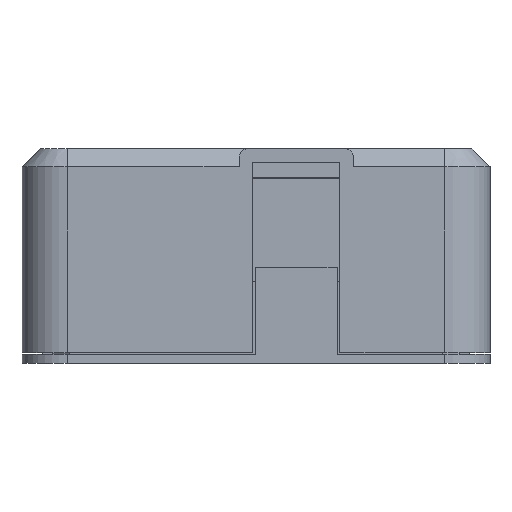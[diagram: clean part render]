
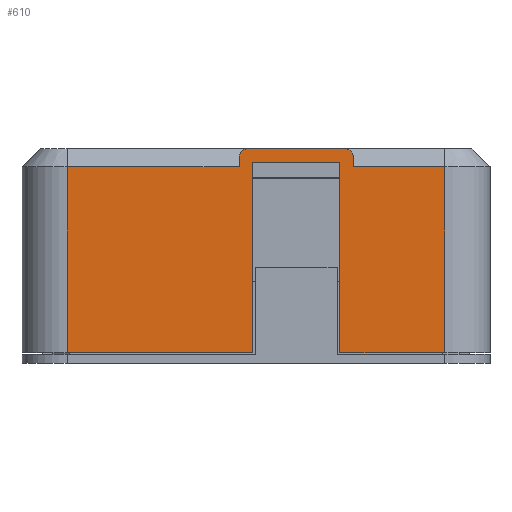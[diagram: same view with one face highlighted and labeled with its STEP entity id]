
A CAD part, left-side view. The second image highlights one B-rep face of the part: STEP entity #610.
In plain terms, the highlighted planar face has unit normal (-1, 0, 0).
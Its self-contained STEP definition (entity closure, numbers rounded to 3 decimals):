
#610=ADVANCED_FACE('',(#1246),#982,.T.);
#982=PLANE('',#7347);
#1246=FACE_OUTER_BOUND('',#1639,.T.);
#1639=EDGE_LOOP('',(#2499,#2500,#2501,#2502,#2503,#2504,#2505,#2506,#2507,
#2508,#2509,#2510,#2511,#2512));
#2068=CIRCLE('',#7345,1.);
#2069=CIRCLE('',#7346,1.);
#2499=ORIENTED_EDGE('',*,*,#5239,.F.);
#2500=ORIENTED_EDGE('',*,*,#5240,.T.);
#2501=ORIENTED_EDGE('',*,*,#4918,.F.);
#2502=ORIENTED_EDGE('',*,*,#5241,.T.);
#2503=ORIENTED_EDGE('',*,*,#5242,.T.);
#2504=ORIENTED_EDGE('',*,*,#5243,.T.);
#2505=ORIENTED_EDGE('',*,*,#5244,.T.);
#2506=ORIENTED_EDGE('',*,*,#4996,.T.);
#2507=ORIENTED_EDGE('',*,*,#5245,.T.);
#2508=ORIENTED_EDGE('',*,*,#5246,.T.);
#2509=ORIENTED_EDGE('',*,*,#5247,.T.);
#2510=ORIENTED_EDGE('',*,*,#5248,.T.);
#2511=ORIENTED_EDGE('',*,*,#4910,.F.);
#2512=ORIENTED_EDGE('',*,*,#5249,.T.);
#4208=VERTEX_POINT('',#9285);
#4209=VERTEX_POINT('',#9287);
#4216=VERTEX_POINT('',#9301);
#4217=VERTEX_POINT('',#9303);
#4291=VERTEX_POINT('',#9543);
#4292=VERTEX_POINT('',#9545);
#4502=VERTEX_POINT('',#10218);
#4503=VERTEX_POINT('',#10219);
#4504=VERTEX_POINT('',#10222);
#4505=VERTEX_POINT('',#10224);
#4506=VERTEX_POINT('',#10226);
#4507=VERTEX_POINT('',#10229);
#4508=VERTEX_POINT('',#10231);
#4509=VERTEX_POINT('',#10233);
#4910=EDGE_CURVE('',#4208,#4209,#5948,.T.);
#4918=EDGE_CURVE('',#4216,#4217,#5952,.T.);
#4996=EDGE_CURVE('',#4292,#4291,#5983,.T.);
#5239=EDGE_CURVE('',#4502,#4503,#6144,.T.);
#5240=EDGE_CURVE('',#4502,#4217,#6145,.T.);
#5241=EDGE_CURVE('',#4216,#4504,#6146,.T.);
#5242=EDGE_CURVE('',#4504,#4505,#6147,.T.);
#5243=EDGE_CURVE('',#4505,#4506,#6148,.T.);
#5244=EDGE_CURVE('',#4506,#4292,#2068,.T.);
#5245=EDGE_CURVE('',#4291,#4507,#2069,.T.);
#5246=EDGE_CURVE('',#4507,#4508,#6149,.T.);
#5247=EDGE_CURVE('',#4508,#4509,#6150,.T.);
#5248=EDGE_CURVE('',#4509,#4209,#6151,.T.);
#5249=EDGE_CURVE('',#4208,#4503,#6152,.T.);
#5948=LINE('',#9286,#6610);
#5952=LINE('',#9302,#6614);
#5983=LINE('',#9544,#6645);
#6144=LINE('',#10217,#6806);
#6145=LINE('',#10220,#6807);
#6146=LINE('',#10221,#6808);
#6147=LINE('',#10223,#6809);
#6148=LINE('',#10225,#6810);
#6149=LINE('',#10230,#6811);
#6150=LINE('',#10232,#6812);
#6151=LINE('',#10234,#6813);
#6152=LINE('',#10235,#6814);
#6610=VECTOR('',#7720,1.);
#6614=VECTOR('',#7732,1.);
#6645=VECTOR('',#7827,1.);
#6806=VECTOR('',#8084,1.);
#6807=VECTOR('',#8085,1.);
#6808=VECTOR('',#8086,1.);
#6809=VECTOR('',#8087,1.);
#6810=VECTOR('',#8088,1.);
#6811=VECTOR('',#8093,1.);
#6812=VECTOR('',#8094,1.);
#6813=VECTOR('',#8095,1.);
#6814=VECTOR('',#8096,1.);
#7345=AXIS2_PLACEMENT_3D('',#10227,#8089,#8090);
#7346=AXIS2_PLACEMENT_3D('',#10228,#8091,#8092);
#7347=AXIS2_PLACEMENT_3D('',#10236,#8097,#8098);
#7720=DIRECTION('',(0.,1.,0.));
#7732=DIRECTION('',(0.,1.,0.));
#7827=DIRECTION('',(0.,1.,0.));
#8084=DIRECTION('',(0.,1.,0.));
#8085=DIRECTION('',(0.,0.,-1.));
#8086=DIRECTION('',(0.,0.,1.));
#8087=DIRECTION('',(0.,1.,0.));
#8088=DIRECTION('',(0.,0.,1.));
#8089=DIRECTION('',(-1.,0.,0.));
#8090=DIRECTION('',(0.,0.,1.));
#8091=DIRECTION('',(-1.,0.,0.));
#8092=DIRECTION('',(0.,0.,1.));
#8093=DIRECTION('',(0.,0.,-1.));
#8094=DIRECTION('',(0.,1.,0.));
#8095=DIRECTION('',(0.,0.,-1.));
#8096=DIRECTION('',(0.,0.,1.));
#8097=DIRECTION('',(-1.,0.,0.));
#8098=DIRECTION('',(0.,0.,1.));
#9285=CARTESIAN_POINT('',(-29.066,0.356,-8.));
#9286=CARTESIAN_POINT('',(-29.066,0.,-8.));
#9287=CARTESIAN_POINT('',(-29.066,20.816,-8.));
#9301=CARTESIAN_POINT('',(-29.066,-20.816,-8.));
#9302=CARTESIAN_POINT('',(-29.066,0.,-8.));
#9303=CARTESIAN_POINT('',(-29.066,-9.244,-8.));
#9543=CARTESIAN_POINT('',(-29.066,0.856,14.5));
#9544=CARTESIAN_POINT('',(-29.066,-22.616,14.5));
#9545=CARTESIAN_POINT('',(-29.066,-9.744,14.5));
#10217=CARTESIAN_POINT('',(-29.066,-22.616,13.));
#10218=CARTESIAN_POINT('',(-29.066,-9.244,13.));
#10219=CARTESIAN_POINT('',(-29.066,0.356,13.));
#10220=CARTESIAN_POINT('',(-29.066,-9.244,14.5));
#10221=CARTESIAN_POINT('',(-29.066,-20.816,14.5));
#10222=CARTESIAN_POINT('',(-29.066,-20.816,12.5));
#10223=CARTESIAN_POINT('',(-29.066,20.816,12.5));
#10224=CARTESIAN_POINT('',(-29.066,-10.744,12.5));
#10225=CARTESIAN_POINT('',(-29.066,-10.744,60.2));
#10226=CARTESIAN_POINT('',(-29.066,-10.744,13.5));
#10227=CARTESIAN_POINT('',(-29.066,-9.744,13.5));
#10228=CARTESIAN_POINT('',(-29.066,0.856,13.5));
#10229=CARTESIAN_POINT('',(-29.066,1.856,13.5));
#10230=CARTESIAN_POINT('',(-29.066,1.856,60.2));
#10231=CARTESIAN_POINT('',(-29.066,1.856,12.5));
#10232=CARTESIAN_POINT('',(-29.066,20.816,12.5));
#10233=CARTESIAN_POINT('',(-29.066,20.816,12.5));
#10234=CARTESIAN_POINT('',(-29.066,20.816,14.5));
#10235=CARTESIAN_POINT('',(-29.066,0.356,14.5));
#10236=CARTESIAN_POINT('',(-29.066,-22.616,14.5));
